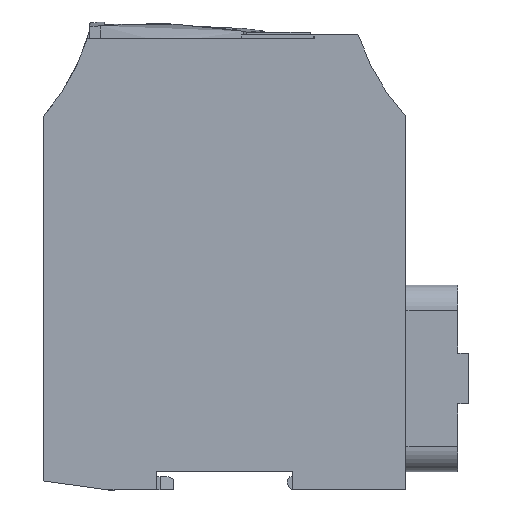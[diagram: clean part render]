
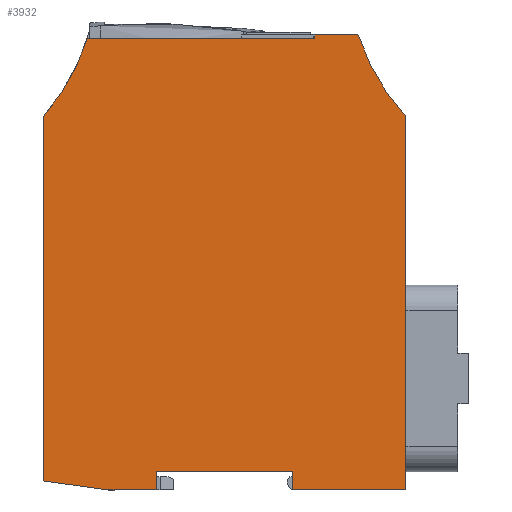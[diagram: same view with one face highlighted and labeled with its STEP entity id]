
A CAD part, left-side view. The second image highlights one B-rep face of the part: STEP entity #3932.
In plain terms, the highlighted planar face has unit normal (-1, 0, 0).
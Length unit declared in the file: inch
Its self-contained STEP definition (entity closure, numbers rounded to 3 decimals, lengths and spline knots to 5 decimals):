
#23 = VECTOR ( 'NONE', #2627, 39.37008 ) ;
#30 = VECTOR ( 'NONE', #1157, 39.37008 ) ;
#45 = VERTEX_POINT ( 'NONE', #1271 ) ;
#99 = LINE ( 'NONE', #329, #1527 ) ;
#119 = EDGE_CURVE ( 'NONE', #224, #1785, #99, .T. ) ;
#188 = EDGE_CURVE ( 'NONE', #4329, #1861, #2068, .T. ) ;
#206 = LINE ( 'NONE', #3360, #23 ) ;
#207 = CIRCLE ( 'NONE', #2897, 2.3622 ) ;
#224 = VERTEX_POINT ( 'NONE', #2728 ) ;
#230 = AXIS2_PLACEMENT_3D ( 'NONE', #2348, #1593, #1988 ) ;
#231 = CARTESIAN_POINT ( 'NONE',  ( -1.04613, 1.42562, -4.94094 ) ) ;
#233 = VECTOR ( 'NONE', #491, 39.37008 ) ;
#271 = CARTESIAN_POINT ( 'NONE',  ( -1.04613, 1.42562, -4.94094 ) ) ;
#327 = VECTOR ( 'NONE', #1536, 39.37008 ) ;
#329 = CARTESIAN_POINT ( 'NONE',  ( -1.04613, -2.51139, -4.94094 ) ) ;
#388 = AXIS2_PLACEMENT_3D ( 'NONE', #2157, #4783, #1055 ) ;
#491 = DIRECTION ( 'NONE',  ( 0., -1., 0. ) ) ;
#504 = LINE ( 'NONE', #3054, #327 ) ;
#508 = DIRECTION ( 'NONE',  ( 0., 0., -1. ) ) ;
#542 = ORIENTED_EDGE ( 'NONE', *, *, #4775, .T. ) ;
#579 = CIRCLE ( 'NONE', #230, 0.01969 ) ;
#582 = ORIENTED_EDGE ( 'NONE', *, *, #3485, .T. ) ;
#653 = VERTEX_POINT ( 'NONE', #4311 ) ;
#655 = VERTEX_POINT ( 'NONE', #2797 ) ;
#764 = CARTESIAN_POINT ( 'NONE',  ( -1.04613, -1.28417, -4.94094 ) ) ;
#944 = EDGE_LOOP ( 'NONE', ( #2034, #1486, #582, #3172, #1070, #4277, #1020, #3874, #2939, #962, #4251, #1423, #542, #2495 ) ) ;
#951 = VECTOR ( 'NONE', #3571, 39.37008 ) ;
#962 = ORIENTED_EDGE ( 'NONE', *, *, #992, .T. ) ;
#992 = EDGE_CURVE ( 'NONE', #2616, #4329, #504, .T. ) ;
#1008 = PLANE ( 'NONE',  #4145 ) ;
#1019 = CARTESIAN_POINT ( 'NONE',  ( -1.04613, -2.00155, -0.01969 ) ) ;
#1020 = ORIENTED_EDGE ( 'NONE', *, *, #119, .T. ) ;
#1055 = DIRECTION ( 'NONE',  ( 0., 0., 1. ) ) ;
#1058 = VECTOR ( 'NONE', #1508, 39.37008 ) ;
#1070 = ORIENTED_EDGE ( 'NONE', *, *, #2925, .T. ) ;
#1122 = VECTOR ( 'NONE', #3343, 39.37008 ) ;
#1140 = LINE ( 'NONE', #1212, #233 ) ;
#1148 = EDGE_CURVE ( 'NONE', #3382, #653, #2841, .T. ) ;
#1157 = DIRECTION ( 'NONE',  ( 0., -1., 0. ) ) ;
#1212 = CARTESIAN_POINT ( 'NONE',  ( -1.04613, 1.42562, -4.74409 ) ) ;
#1242 = CARTESIAN_POINT ( 'NONE',  ( -1.04613, 0.94786, -0.03937 ) ) ;
#1245 = CARTESIAN_POINT ( 'NONE',  ( -1.04613, 1.42562, -0.88583 ) ) ;
#1261 = CARTESIAN_POINT ( 'NONE',  ( -1.04613, 0.1984, -4.94094 ) ) ;
#1263 = EDGE_CURVE ( 'NONE', #1861, #4664, #206, .T. ) ;
#1271 = CARTESIAN_POINT ( 'NONE',  ( -1.04613, 0.1984, -4.94094 ) ) ;
#1275 = CARTESIAN_POINT ( 'NONE',  ( -1.04613, 3.19989, 0.67365 ) ) ;
#1281 = CARTESIAN_POINT ( 'NONE',  ( -1.04613, -1.28417, -4.94094 ) ) ;
#1304 = CARTESIAN_POINT ( 'NONE',  ( -1.04613, -1.98186, 0. ) ) ;
#1416 = DIRECTION ( 'NONE',  ( 0., 0., 1. ) ) ;
#1423 = ORIENTED_EDGE ( 'NONE', *, *, #1263, .T. ) ;
#1486 = ORIENTED_EDGE ( 'NONE', *, *, #4578, .T. ) ;
#1508 = DIRECTION ( 'NONE',  ( 0., 0., -1. ) ) ;
#1527 = VECTOR ( 'NONE', #3411, 39.37008 ) ;
#1536 = DIRECTION ( 'NONE',  ( 0., 1., 0. ) ) ;
#1593 = DIRECTION ( 'NONE',  ( 1., 0., 0. ) ) ;
#1640 = LINE ( 'NONE', #4146, #30 ) ;
#1708 = DIRECTION ( 'NONE',  ( 1., 0., 0. ) ) ;
#1718 = LINE ( 'NONE', #1798, #1122 ) ;
#1785 = VERTEX_POINT ( 'NONE', #2739 ) ;
#1790 = VERTEX_POINT ( 'NONE', #764 ) ;
#1798 = CARTESIAN_POINT ( 'NONE',  ( -1.04613, 1.42562, -4.94094 ) ) ;
#1861 = VERTEX_POINT ( 'NONE', #2778 ) ;
#1886 = CARTESIAN_POINT ( 'NONE',  ( -1.04613, -1.51927, -0.03937 ) ) ;
#1957 = LINE ( 'NONE', #3298, #3255 ) ;
#1988 = DIRECTION ( 'NONE',  ( 0., 0., -1. ) ) ;
#2034 = ORIENTED_EDGE ( 'NONE', *, *, #3616, .T. ) ;
#2068 = LINE ( 'NONE', #1886, #1058 ) ;
#2157 = CARTESIAN_POINT ( 'NONE',  ( -1.04613, -4.24558, 0.71811 ) ) ;
#2348 = CARTESIAN_POINT ( 'NONE',  ( -1.04613, -1.98186, -0.01969 ) ) ;
#2390 = EDGE_CURVE ( 'NONE', #2638, #3923, #1140, .T. ) ;
#2433 = CARTESIAN_POINT ( 'NONE',  ( -1.04613, 0.1984, -4.74409 ) ) ;
#2495 = ORIENTED_EDGE ( 'NONE', *, *, #1148, .T. ) ;
#2616 = VERTEX_POINT ( 'NONE', #1304 ) ;
#2627 = DIRECTION ( 'NONE',  ( 0., 1., 0. ) ) ;
#2638 = VERTEX_POINT ( 'NONE', #2433 ) ;
#2728 = CARTESIAN_POINT ( 'NONE',  ( -1.04613, -2.51139, -4.94094 ) ) ;
#2739 = CARTESIAN_POINT ( 'NONE',  ( -1.04613, -2.51139, -0.88583 ) ) ;
#2778 = CARTESIAN_POINT ( 'NONE',  ( -1.04613, -1.51927, -0.03937 ) ) ;
#2797 = CARTESIAN_POINT ( 'NONE',  ( -1.04613, 0.7128, -4.94094 ) ) ;
#2841 = LINE ( 'NONE', #231, #3722 ) ;
#2897 = AXIS2_PLACEMENT_3D ( 'NONE', #1275, #1708, #3966 ) ;
#2925 = EDGE_CURVE ( 'NONE', #3923, #1790, #4037, .T. ) ;
#2939 = ORIENTED_EDGE ( 'NONE', *, *, #3997, .F. ) ;
#3030 = VECTOR ( 'NONE', #508, 39.37008 ) ;
#3054 = CARTESIAN_POINT ( 'NONE',  ( -1.04613, 1.42562, 0. ) ) ;
#3172 = ORIENTED_EDGE ( 'NONE', *, *, #2390, .T. ) ;
#3255 = VECTOR ( 'NONE', #3605, 39.37008 ) ;
#3293 = DIRECTION ( 'NONE',  ( -1., 0., 0. ) ) ;
#3298 = CARTESIAN_POINT ( 'NONE',  ( -1.04613, 1.42562, -4.84292 ) ) ;
#3343 = DIRECTION ( 'NONE',  ( 0., -1., 0. ) ) ;
#3360 = CARTESIAN_POINT ( 'NONE',  ( -1.04613, 1.42562, -0.03937 ) ) ;
#3382 = VERTEX_POINT ( 'NONE', #1245 ) ;
#3411 = DIRECTION ( 'NONE',  ( 0., 0., 1. ) ) ;
#3485 = EDGE_CURVE ( 'NONE', #45, #2638, #4780, .T. ) ;
#3571 = DIRECTION ( 'NONE',  ( 0., 0., 1. ) ) ;
#3605 = DIRECTION ( 'NONE',  ( 0., -0.991, -0.136 ) ) ;
#3615 = CIRCLE ( 'NONE', #388, 2.3622 ) ;
#3616 = EDGE_CURVE ( 'NONE', #653, #655, #1957, .T. ) ;
#3655 = EDGE_CURVE ( 'NONE', #1790, #224, #1718, .T. ) ;
#3658 = CARTESIAN_POINT ( 'NONE',  ( -1.04613, -1.28417, -4.74409 ) ) ;
#3722 = VECTOR ( 'NONE', #4901, 39.37008 ) ;
#3874 = ORIENTED_EDGE ( 'NONE', *, *, #3946, .T. ) ;
#3923 = VERTEX_POINT ( 'NONE', #3658 ) ;
#3932 = ADVANCED_FACE ( 'NONE', ( #4247 ), #1008, .T. ) ;
#3946 = EDGE_CURVE ( 'NONE', #1785, #4331, #3615, .T. ) ;
#3966 = DIRECTION ( 'NONE',  ( 0., 0., 1. ) ) ;
#3997 = EDGE_CURVE ( 'NONE', #2616, #4331, #579, .T. ) ;
#4037 = LINE ( 'NONE', #1281, #3030 ) ;
#4145 = AXIS2_PLACEMENT_3D ( 'NONE', #271, #3293, #1416 ) ;
#4146 = CARTESIAN_POINT ( 'NONE',  ( -1.04613, 1.42562, -4.94094 ) ) ;
#4247 = FACE_OUTER_BOUND ( 'NONE', #944, .T. ) ;
#4251 = ORIENTED_EDGE ( 'NONE', *, *, #188, .T. ) ;
#4277 = ORIENTED_EDGE ( 'NONE', *, *, #3655, .T. ) ;
#4311 = CARTESIAN_POINT ( 'NONE',  ( -1.04613, 1.42562, -4.84292 ) ) ;
#4329 = VERTEX_POINT ( 'NONE', #4798 ) ;
#4331 = VERTEX_POINT ( 'NONE', #1019 ) ;
#4578 = EDGE_CURVE ( 'NONE', #655, #45, #1640, .T. ) ;
#4664 = VERTEX_POINT ( 'NONE', #1242 ) ;
#4775 = EDGE_CURVE ( 'NONE', #4664, #3382, #207, .T. ) ;
#4780 = LINE ( 'NONE', #1261, #951 ) ;
#4783 = DIRECTION ( 'NONE',  ( 1., 0., 0. ) ) ;
#4798 = CARTESIAN_POINT ( 'NONE',  ( -1.04613, -1.51927, 0. ) ) ;
#4901 = DIRECTION ( 'NONE',  ( 0., 0., -1. ) ) ;
